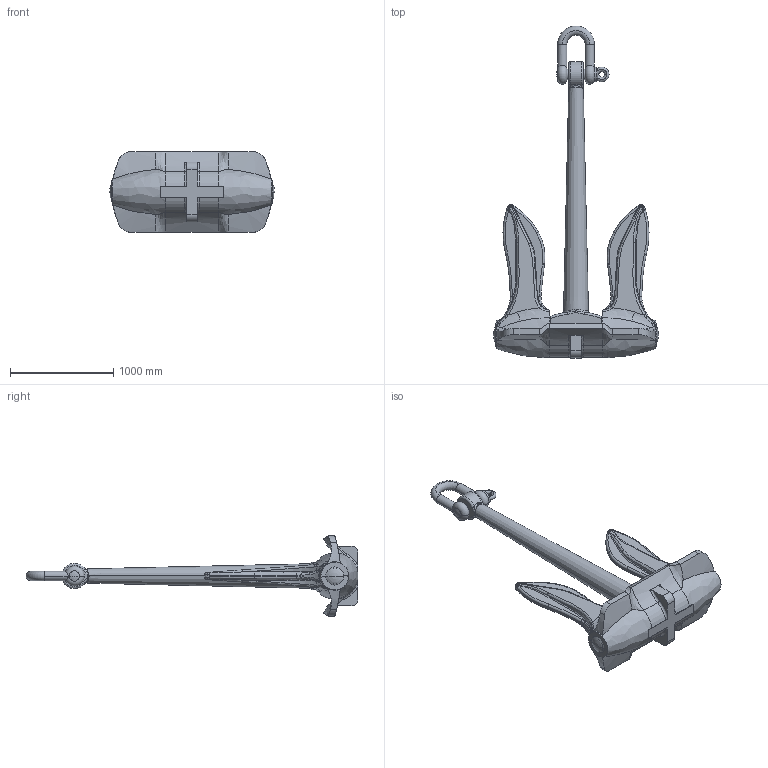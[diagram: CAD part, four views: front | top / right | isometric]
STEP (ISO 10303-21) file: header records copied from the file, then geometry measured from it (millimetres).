
FILE_DESCRIPTION((''),'2;1');
FILE_NAME('ANCORA_1550_ASM','2013-06-17T',('m_moggi'),(''),'PRO/ENGINEER BY PARAMETRIC TECHNOLOGY CORPORATION, 2012230','PRO/ENGINEER BY PARAMETRIC TECHNOLOGY CORPORATION, 2012230','');
FILE_SCHEMA(('CONFIG_CONTROL_DESIGN'));
Length unit declared in the file: millimetre
Products named in the file (5): MARRA; PERNO_PER_MARRE; FUSO; CICALA_103; ANCORA_1550_ASM
Assembly tree (4 placements, depth 2):
  ANCORA_1550_ASM
    MARRA
    PERNO_PER_MARRE
    FUSO
    CICALA_103
Bounding box: 1598 x 3212 x 775 mm (x, y, z)
Volume: 364775964 mm3; surface area: 9505250 mm2
Topology: 5 solids, 5 shells, 426 faces, 1063 edges, 638 vertices
Faces by surface type: bspline 184, cylinder 106, plane 65, torus 49, extrusion 8, cone 8, sphere 6
Entity records: 25140 total; most frequent: CARTESIAN_POINT 16235, ORIENTED_EDGE 2114, DIRECTION 1504, EDGE_CURVE 1057, AXIS2_PLACEMENT_3D 654, VERTEX_POINT 638, B_SPLINE_CURVE_WITH_KNOTS 466, EDGE_LOOP 435
